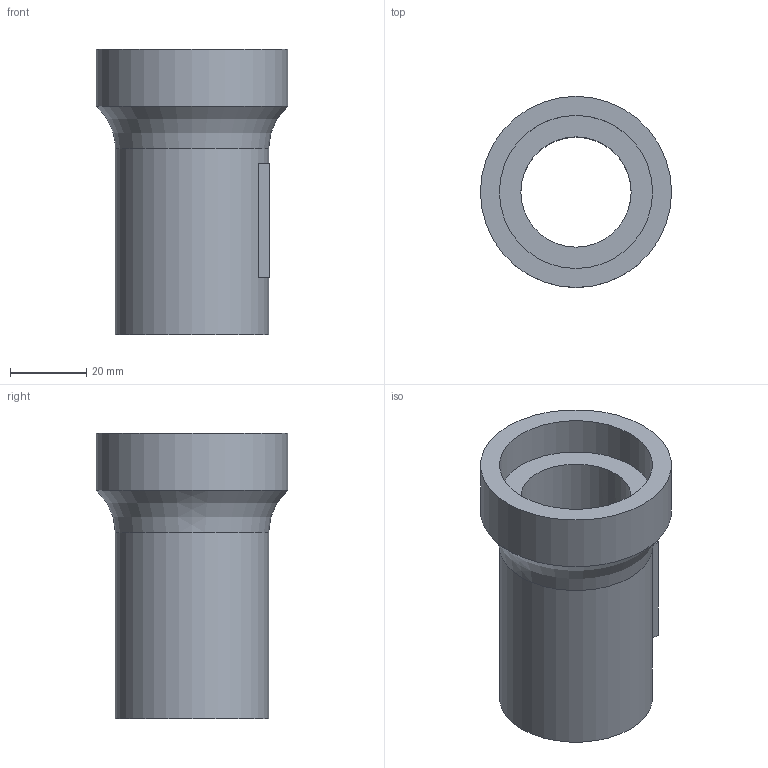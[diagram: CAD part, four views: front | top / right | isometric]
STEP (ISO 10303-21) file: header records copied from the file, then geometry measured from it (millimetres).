
FILE_DESCRIPTION(('STEP AP203'), '1');
FILE_NAME('Òðóáà äëÿ Ïèòî', '2025-09-07T15:49:44', ('SEVER'), (''), 'C3D Converter', 'C3D Toolkit', '');
FILE_SCHEMA(('CONFIG_CONTROL_DESIGN'));
Length unit declared in the file: millimetre
Bounding box: 50.25 x 50.25 x 75 mm (x, y, z)
Volume: 53170.8 mm3; surface area: 19703.6 mm2
Topology: 1 solids, 1 shells, 17 faces, 37 edges, 24 vertices
Faces by surface type: plane 12, cylinder 4, torus 1
Full cylindrical faces by diameter (mm): 29 x1, 40.25 x2, 50.25 x1
Entity records: 490 total; most frequent: DIRECTION 80, CARTESIAN_POINT 74, ORIENTED_EDGE 64, EDGE_CURVE 32, AXIS2_PLACEMENT_3D 30, EDGE_LOOP 28, VERTEX_POINT 24, LINE 20
